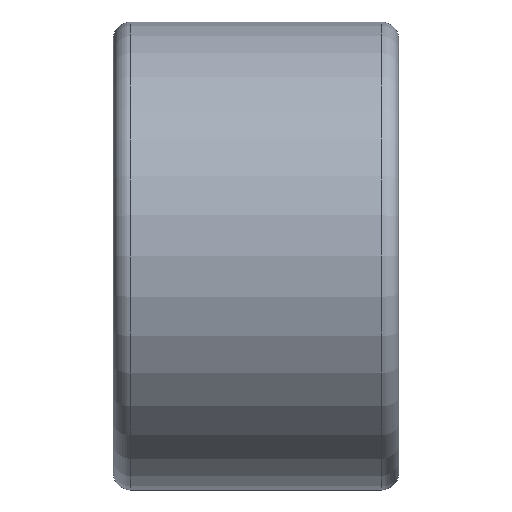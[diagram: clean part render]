
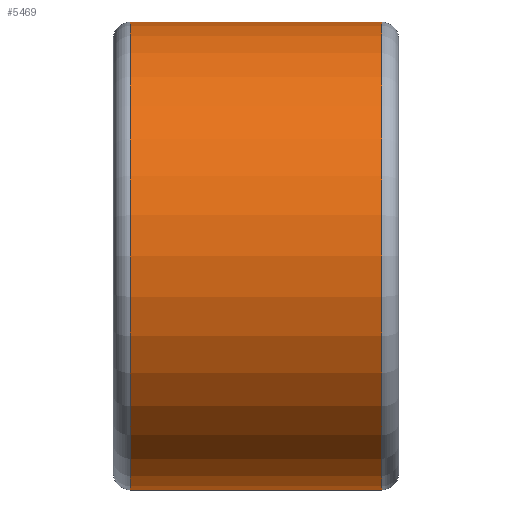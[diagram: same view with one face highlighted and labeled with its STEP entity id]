
A CAD part, front view. The second image highlights one B-rep face of the part: STEP entity #5469.
In plain terms, the highlighted cylindrical face has radius 41 mm (diameter 82 mm), a partial arc.
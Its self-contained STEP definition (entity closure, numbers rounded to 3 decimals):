
#336 = AXIS2_PLACEMENT_3D ( 'NONE', #5283, #6535, #1039 ) ;
#545 = ORIENTED_EDGE ( 'NONE', *, *, #2139, .T. ) ;
#563 = AXIS2_PLACEMENT_3D ( 'NONE', #1840, #5517, #2362 ) ;
#818 = DIRECTION ( 'NONE',  ( 0., 0., 1. ) ) ;
#1039 = DIRECTION ( 'NONE',  ( 0., 0., -1. ) ) ;
#1065 = VERTEX_POINT ( 'NONE', #6375 ) ;
#1410 = EDGE_CURVE ( 'NONE', #5829, #1065, #6021, .T. ) ;
#1840 = CARTESIAN_POINT ( 'NONE',  ( 47., 0., 0. ) ) ;
#1897 = FACE_OUTER_BOUND ( 'NONE', #2882, .T. ) ;
#2074 = AXIS2_PLACEMENT_3D ( 'NONE', #4439, #3357, #818 ) ;
#2096 = EDGE_CURVE ( 'NONE', #5180, #2105, #4591, .T. ) ;
#2105 = VERTEX_POINT ( 'NONE', #3838 ) ;
#2139 = EDGE_CURVE ( 'NONE', #1065, #2105, #4849, .T. ) ;
#2362 = DIRECTION ( 'NONE',  ( 0., 0., 1. ) ) ;
#2882 = EDGE_LOOP ( 'NONE', ( #4124, #3719, #3583, #545 ) ) ;
#3023 = EDGE_CURVE ( 'NONE', #5180, #5829, #6563, .T. ) ;
#3164 = VECTOR ( 'NONE', #5138, 1000. ) ;
#3166 = VECTOR ( 'NONE', #4248, 1000. ) ;
#3173 = CARTESIAN_POINT ( 'NONE',  ( 47., 0., 41. ) ) ;
#3353 = CARTESIAN_POINT ( 'NONE',  ( 47., 0., -41. ) ) ;
#3357 = DIRECTION ( 'NONE',  ( -1., 0., 0. ) ) ;
#3583 = ORIENTED_EDGE ( 'NONE', *, *, #1410, .T. ) ;
#3719 = ORIENTED_EDGE ( 'NONE', *, *, #3023, .T. ) ;
#3838 = CARTESIAN_POINT ( 'NONE',  ( 3., 0., -41. ) ) ;
#4124 = ORIENTED_EDGE ( 'NONE', *, *, #2096, .F. ) ;
#4248 = DIRECTION ( 'NONE',  ( -1., 0., 0. ) ) ;
#4439 = CARTESIAN_POINT ( 'NONE',  ( 0., 0., 0. ) ) ;
#4514 = CARTESIAN_POINT ( 'NONE',  ( 0., 0., 41. ) ) ;
#4591 = LINE ( 'NONE', #4730, #3166 ) ;
#4730 = CARTESIAN_POINT ( 'NONE',  ( 0., 0., -41. ) ) ;
#4849 = CIRCLE ( 'NONE', #336, 41. ) ;
#5138 = DIRECTION ( 'NONE',  ( -1., 0., 0. ) ) ;
#5180 = VERTEX_POINT ( 'NONE', #3353 ) ;
#5283 = CARTESIAN_POINT ( 'NONE',  ( 3., 0., 0. ) ) ;
#5469 = ADVANCED_FACE ( 'NONE', ( #1897 ), #6663, .T. ) ;
#5517 = DIRECTION ( 'NONE',  ( -1., 0., 0. ) ) ;
#5829 = VERTEX_POINT ( 'NONE', #3173 ) ;
#6021 = LINE ( 'NONE', #4514, #3164 ) ;
#6375 = CARTESIAN_POINT ( 'NONE',  ( 3., 0., 41. ) ) ;
#6535 = DIRECTION ( 'NONE',  ( 1., 0., 0. ) ) ;
#6563 = CIRCLE ( 'NONE', #563, 41. ) ;
#6663 = CYLINDRICAL_SURFACE ( 'NONE', #2074, 41. ) ;
